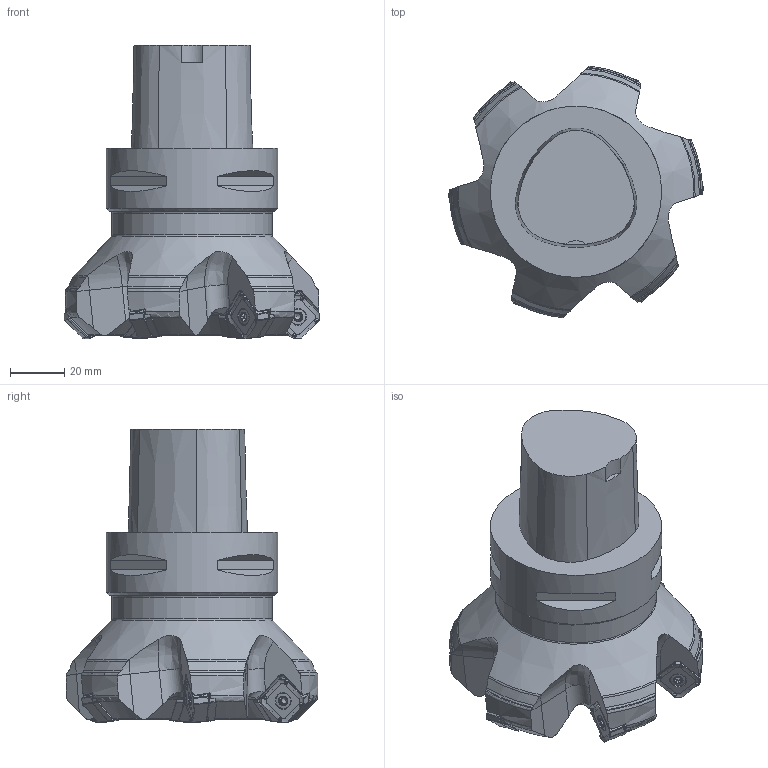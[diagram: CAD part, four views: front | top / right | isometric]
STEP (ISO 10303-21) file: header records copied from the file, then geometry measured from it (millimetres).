
FILE_DESCRIPTION(/* description */ (''),/* implementation_level */ '2;1');
FILE_NAME(/* name */ 'toolassembly_1.stp',/* time_stamp */ '2019-01-25T11:41:51+01:00',/* author */ (''),/* organization */ ('SMS'),/* preprocessor_version */ 'ST-DEVELOPER v15',/* originating_system */ 'SIEMENS PLM Software NX 8.5',/* authorisation */ '');
FILE_SCHEMA (('AUTOMOTIVE_DESIGN { 1 0 10303 214 3 1 1 1 }'));
Products named in the file (4): ASSEMBLY_CONSTRUCTION; CUT_20190125114051; NOCUT_20190125114029; TOOLASSEMBLY_1
Assembly tree (8 placements, depth 2):
  TOOLASSEMBLY_1
    NOCUT_20190125114029
    CUT_20190125114051  x6
    ASSEMBLY_CONSTRUCTION
Bounding box: 94.07 x 92.54 x 108 mm (x, y, z)
Volume: 287531.5 mm3; surface area: 36827.9 mm2
Topology: 7 solids, 7 shells, 3109 faces, 7757 edges, 4695 vertices
Faces by surface type: bspline 924, cylinder 855, plane 659, cone 254, torus 249, extrusion 120, sphere 48
Full cylindrical faces by diameter (mm): 3.5 x6, 4 x6, 4.8 x6, 5.7 x6, 59 x1, 63 x1
Entity records: 99661 total; most frequent: CARTESIAN_POINT 41084, ORIENTED_EDGE 12980, DIRECTION 11584, EDGE_CURVE 6490, AXIS2_PLACEMENT_3D 4806, VERTEX_POINT 3922, EDGE_LOOP 2752, ADVANCED_FACE 2664
